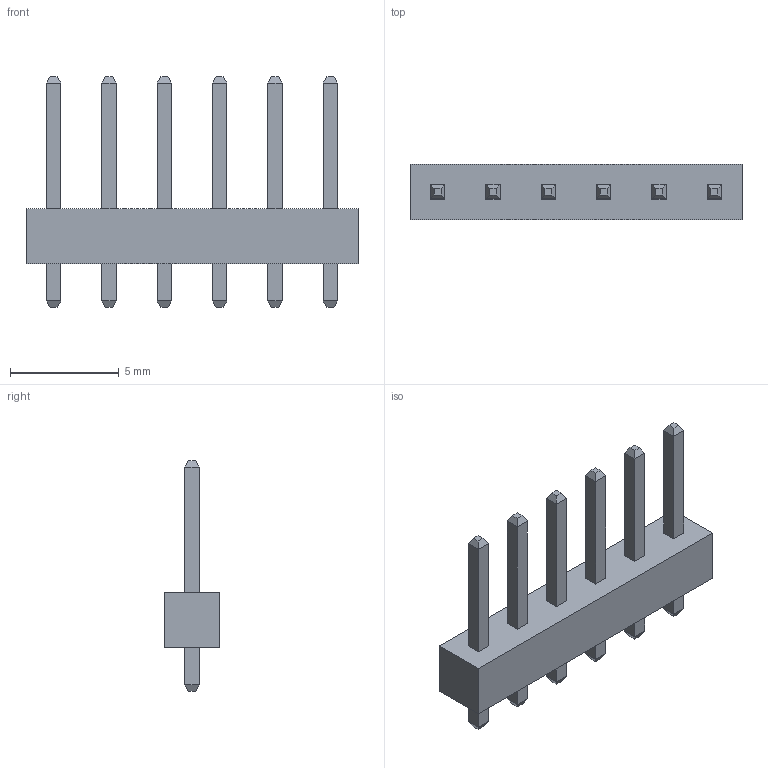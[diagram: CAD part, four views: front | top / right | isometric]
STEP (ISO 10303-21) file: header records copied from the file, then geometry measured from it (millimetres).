
FILE_DESCRIPTION (( 'STEP AP214' ), '1' );
FILE_NAME ('HEADER_6X1_2P54_color.STEP', '2023-06-12T16:22:52', ( '' ), ( '' ), 'SwSTEP 2.0', 'SolidWorks 2023', '' );
FILE_SCHEMA (( 'AUTOMOTIVE_DESIGN' ));
Length unit declared in the file: millimetre
Products named in the file (1): HEADER_6X1_2P54_color
Bounding box: 15.24 x 2.54 x 10.6 mm (x, y, z)
Volume: 118.7 mm3; surface area: 300.4 mm2
Topology: 13 solids, 13 shells, 126 faces, 252 edges, 152 vertices
Faces by surface type: plane 126
Entity records: 4697 total; most frequent: CARTESIAN_POINT 675, ORIENTED_EDGE 504, DIRECTION 458, EDGE_CURVE 252, LINE 204, VECTOR 204, VERTEX_POINT 152, UNCERTAINTY_MEASURE_WITH_UNIT 140
